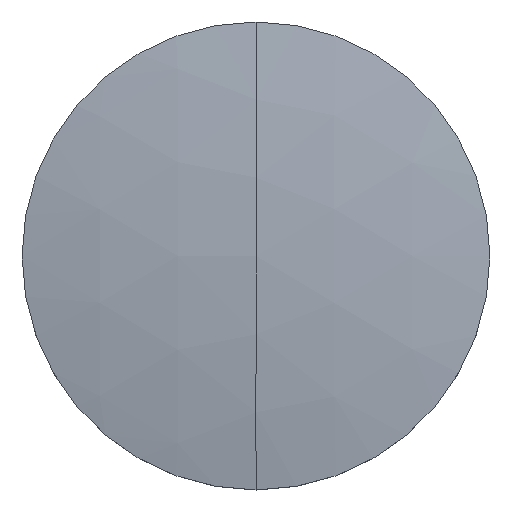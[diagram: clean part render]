
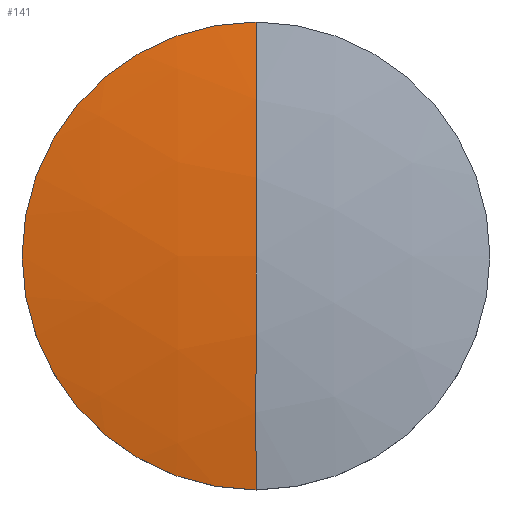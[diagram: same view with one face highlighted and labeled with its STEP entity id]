
A CAD part, top view. The second image highlights one B-rep face of the part: STEP entity #141.
In plain terms, the highlighted spherical face has radius 34.71 mm.
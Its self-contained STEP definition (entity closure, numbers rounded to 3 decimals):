
#1 = SPHERICAL_SURFACE ( 'NONE', #36, 34.71 ) ;
#8 = CARTESIAN_POINT ( 'NONE',  ( 0., 0., -33.67 ) ) ;
#9 = CARTESIAN_POINT ( 'NONE',  ( 0., 0., 1.04 ) ) ;
#10 = DIRECTION ( 'NONE',  ( 0., 1., 0. ) ) ;
#11 = DIRECTION ( 'NONE',  ( -1., 0., 0. ) ) ;
#12 = FACE_OUTER_BOUND ( 'NONE', #118, .T. ) ;
#16 = CARTESIAN_POINT ( 'NONE',  ( 0., 0., 0.454 ) ) ;
#21 = DIRECTION ( 'NONE',  ( 0., -1., 0. ) ) ;
#22 = DIRECTION ( 'NONE',  ( 0., 0., 1. ) ) ;
#30 = CARTESIAN_POINT ( 'NONE',  ( 0., 6.35, 0.454 ) ) ;
#36 = AXIS2_PLACEMENT_3D ( 'NONE', #8, #11, #10 ) ;
#41 = CARTESIAN_POINT ( 'NONE',  ( 0., -6.35, 0.454 ) ) ;
#42 = CIRCLE ( 'NONE', #43, 6.35 ) ;
#43 = AXIS2_PLACEMENT_3D ( 'NONE', #16, #22, #21 ) ;
#95 = AXIS2_PLACEMENT_3D ( 'NONE', #100, #99, #101 ) ;
#96 = CIRCLE ( 'NONE', #95, 34.71 ) ;
#99 = DIRECTION ( 'NONE',  ( 1., 0., 0. ) ) ;
#100 = CARTESIAN_POINT ( 'NONE',  ( 0., 0., -33.67 ) ) ;
#101 = DIRECTION ( 'NONE',  ( 0., 0., -1. ) ) ;
#115 = ORIENTED_EDGE ( 'NONE', *, *, #201, .F. ) ;
#116 = ORIENTED_EDGE ( 'NONE', *, *, #205, .T. ) ;
#117 = ORIENTED_EDGE ( 'NONE', *, *, #126, .T. ) ;
#118 = EDGE_LOOP ( 'NONE', ( #117, #116, #115 ) ) ;
#126 = EDGE_CURVE ( 'NONE', #137, #138, #42, .T. ) ;
#137 = VERTEX_POINT ( 'NONE', #30 ) ;
#138 = VERTEX_POINT ( 'NONE', #41 ) ;
#139 = VERTEX_POINT ( 'NONE', #9 ) ;
#141 = ADVANCED_FACE ( 'NONE', ( #12 ), #1, .T. ) ;
#150 = DIRECTION ( 'NONE',  ( 0., -1., 0. ) ) ;
#151 = DIRECTION ( 'NONE',  ( -1., 0., 0. ) ) ;
#152 = AXIS2_PLACEMENT_3D ( 'NONE', #155, #151, #150 ) ;
#155 = CARTESIAN_POINT ( 'NONE',  ( 0., 0., -33.67 ) ) ;
#178 = CIRCLE ( 'NONE', #152, 34.71 ) ;
#201 = EDGE_CURVE ( 'NONE', #137, #139, #96, .T. ) ;
#205 = EDGE_CURVE ( 'NONE', #138, #139, #178, .T. ) ;
